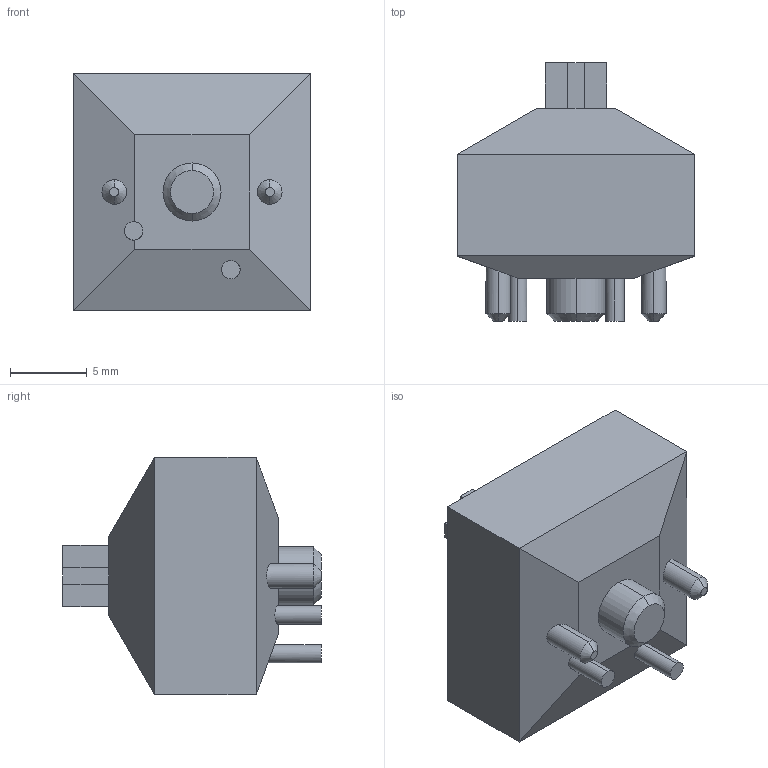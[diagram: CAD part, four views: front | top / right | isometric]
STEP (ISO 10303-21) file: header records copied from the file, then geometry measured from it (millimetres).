
FILE_DESCRIPTION (( 'STEP AP214' ), '1' );
FILE_NAME ('Cherry MX.STEP', '2022-05-13T02:38:25', ( '' ), ( '' ), 'SwSTEP 2.0', 'SolidWorks 2021', '' );
FILE_SCHEMA (( 'AUTOMOTIVE_DESIGN' ));
Length unit declared in the file: millimetre
Products named in the file (1): Cherry MX
Bounding box: 15.49 x 16.9 x 15.49 mm (x, y, z)
Volume: 2212.6 mm3; surface area: 1066.7 mm2
Topology: 1 solids, 1 shells, 48 faces, 109 edges, 68 vertices
Faces by surface type: plane 32, cylinder 10, cone 6
Entity records: 1354 total; most frequent: CARTESIAN_POINT 253, ORIENTED_EDGE 218, DIRECTION 217, EDGE_CURVE 109, LINE 81, VECTOR 81, AXIS2_PLACEMENT_3D 68, VERTEX_POINT 68
